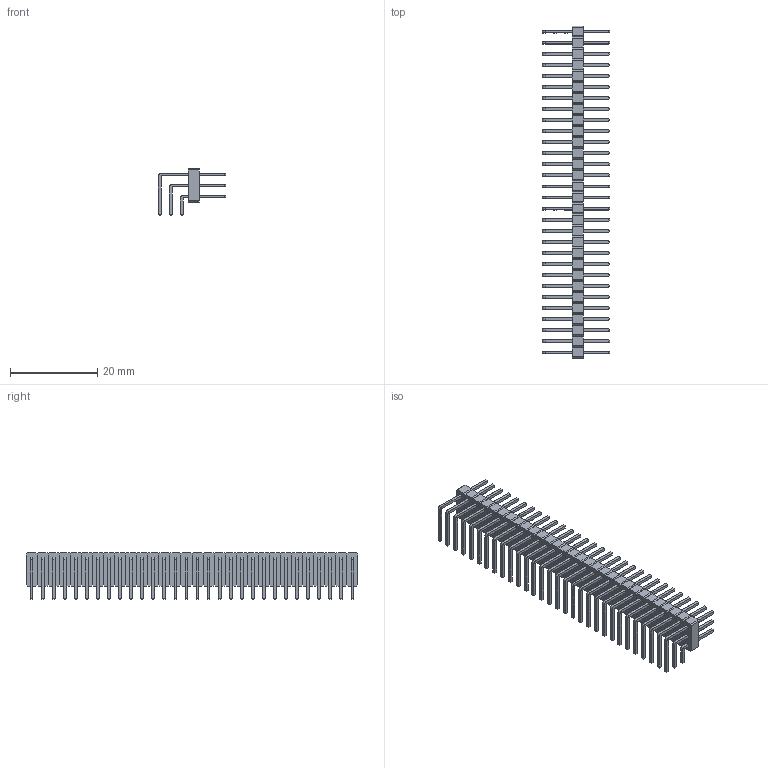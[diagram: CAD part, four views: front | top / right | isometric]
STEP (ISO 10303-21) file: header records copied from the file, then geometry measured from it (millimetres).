
FILE_DESCRIPTION(('FreeCAD Model'),'2;1');
FILE_NAME('Open CASCADE Shape Model','2022-01-07T04:21:44',( 'kicad StepUp'),('ksu MCAD'),'Open CASCADE STEP processor 7.5', 'FreeCAD','Unknown');
FILE_SCHEMA(('AUTOMOTIVE_DESIGN { 1 0 10303 214 1 1 1 1 }'));
Length unit declared in the file: millimetre
Products named in the file (1): PinHeader_3x30_P2.54mm_Horizontal
Bounding box: 15.44 x 76.2 x 10.62 mm (x, y, z)
Volume: 2076.2 mm3; surface area: 7626.8 mm2
Topology: 120 solids, 120 shells, 2190 faces, 5130 edges, 3180 vertices
Faces by surface type: plane 2100, cylinder 90
Entity records: 77001 total; most frequent: CARTESIAN_POINT 10501, ORIENTED_EDGE 10260, DIRECTION 9692, EDGE_CURVE 5130, LINE 4950, VECTOR 4950, VERTEX_POINT 3180, AXIS2_PLACEMENT_3D 2371
